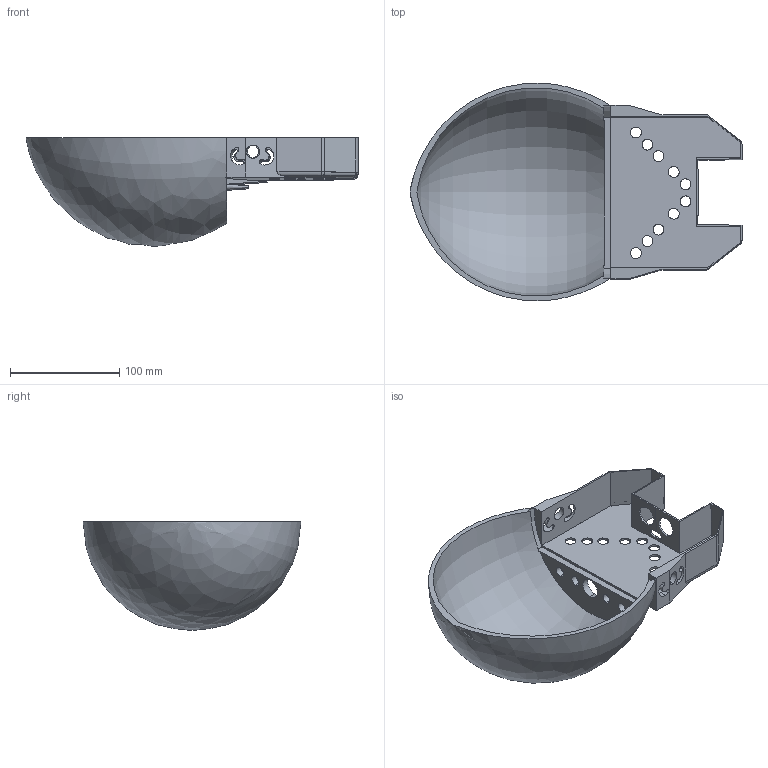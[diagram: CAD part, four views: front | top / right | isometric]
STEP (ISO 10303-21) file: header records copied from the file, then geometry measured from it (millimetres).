
FILE_DESCRIPTION (( 'STEP AP214' ), '1' );
FILE_NAME ('Upper Chassis.STEP', '2022-06-18T14:13:57', ( '' ), ( '' ), 'SwSTEP 2.0', 'SolidWorks 2021', '' );
FILE_SCHEMA (( 'AUTOMOTIVE_DESIGN' ));
Length unit declared in the file: millimetre
Products named in the file (1): Upper Chassis
Bounding box: 304.49 x 199.81 x 99.96 mm (x, y, z)
Volume: 313623.7 mm3; surface area: 178860.7 mm2
Topology: 2 solids, 2 shells, 149 faces, 423 edges, 273 vertices
Faces by surface type: cylinder 79, plane 55, cone 8, sphere 5, bspline 1, torus 1
Entity records: 4938 total; most frequent: CARTESIAN_POINT 1116, ORIENTED_EDGE 834, DIRECTION 733, EDGE_CURVE 417, VERTEX_POINT 273, AXIS2_PLACEMENT_3D 250, VECTOR 233, LINE 233
